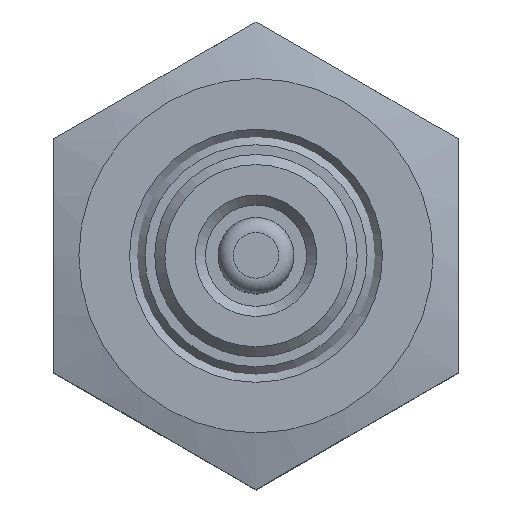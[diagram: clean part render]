
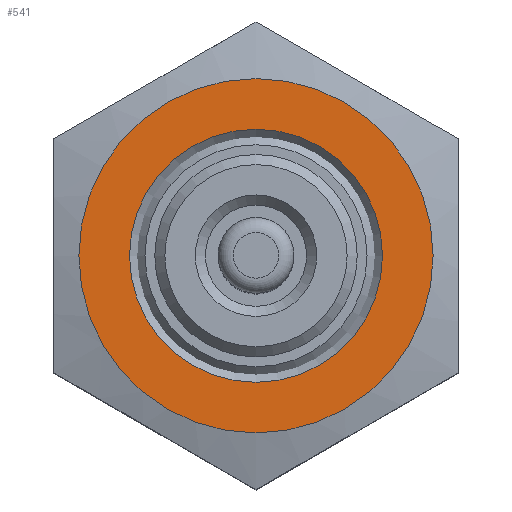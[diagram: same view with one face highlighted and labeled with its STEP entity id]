
A CAD part, top view. The second image highlights one B-rep face of the part: STEP entity #541.
In plain terms, the highlighted planar face has unit normal (0, 0, 1).
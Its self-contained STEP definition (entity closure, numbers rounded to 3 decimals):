
#82=CIRCLE('',#626,3.5);
#83=CIRCLE('',#628,2.5);
#173=ORIENTED_EDGE('',*,*,#257,.T.);
#174=ORIENTED_EDGE('',*,*,#250,.F.);
#250=EDGE_CURVE('',#304,#304,#82,.T.);
#257=EDGE_CURVE('',#311,#311,#83,.T.);
#304=VERTEX_POINT('',#937);
#311=VERTEX_POINT('',#976);
#411=EDGE_LOOP('',(#173));
#412=EDGE_LOOP('',(#174));
#475=FACE_BOUND('',#411,.T.);
#476=FACE_BOUND('',#412,.T.);
#505=PLANE('',#627);
#541=ADVANCED_FACE('',(#475,#476),#505,.T.);
#626=AXIS2_PLACEMENT_3D('',#936,#760,#761);
#627=AXIS2_PLACEMENT_3D('',#974,#762,#763);
#628=AXIS2_PLACEMENT_3D('',#975,#764,#765);
#760=DIRECTION('',(0.,0.,-1.));
#761=DIRECTION('',(-1.,0.,0.));
#762=DIRECTION('',(0.,0.,1.));
#763=DIRECTION('',(1.,0.,0.));
#764=DIRECTION('',(0.,0.,-1.));
#765=DIRECTION('',(-1.,0.,0.));
#936=CARTESIAN_POINT('',(0.,0.,0.));
#937=CARTESIAN_POINT('',(-3.5,0.,0.));
#974=CARTESIAN_POINT('',(0.,3.5,0.));
#975=CARTESIAN_POINT('',(0.,0.,0.));
#976=CARTESIAN_POINT('',(-2.5,0.,0.));
